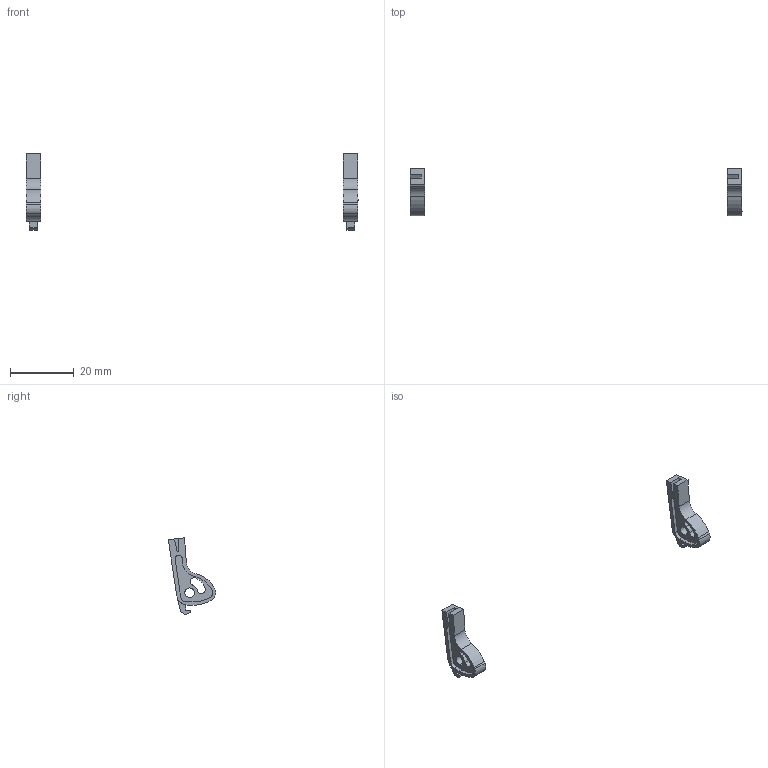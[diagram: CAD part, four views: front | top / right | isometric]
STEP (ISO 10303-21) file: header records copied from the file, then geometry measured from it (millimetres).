
FILE_DESCRIPTION(('CATIA V5 STEP Exchange','CAx-IF Rec.Pracs.--- Model Styling and Organization---1.2---2011-12-15'),'2;1');
FILE_NAME ('D1460370_0_1956200000_1956200000.stp','2017-05-31T12:56:13+00:00',('none'),('Weidmueller'),'CATIA Version 5-6 Release 2014','CATIA V5 STEP AP214','none');
FILE_SCHEMA(('AUTOMOTIVE_DESIGN { 1 0 10303 214 1 1 1 1 }'));
Length unit declared in the file: millimetre
Products named in the file (1): 1956200000
Bounding box: 104.54 x 14.91 x 24.02 mm (x, y, z)
Volume: 1015.8 mm3; surface area: 1537.5 mm2
Topology: 2 solids, 2 shells, 114 faces, 312 edges, 208 vertices
Faces by surface type: cylinder 60, plane 52, extrusion 2
Entity records: 3653 total; most frequent: CARTESIAN_POINT 692, ORIENTED_EDGE 624, DIRECTION 489, EDGE_CURVE 312, AXIS2_PLACEMENT_3D 213, VERTEX_POINT 208, VECTOR 186, LINE 184
